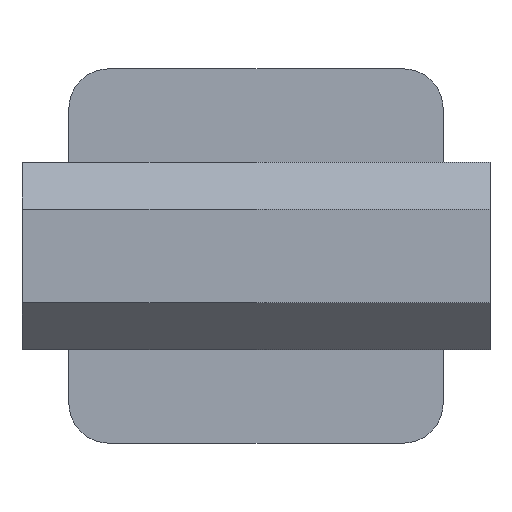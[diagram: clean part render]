
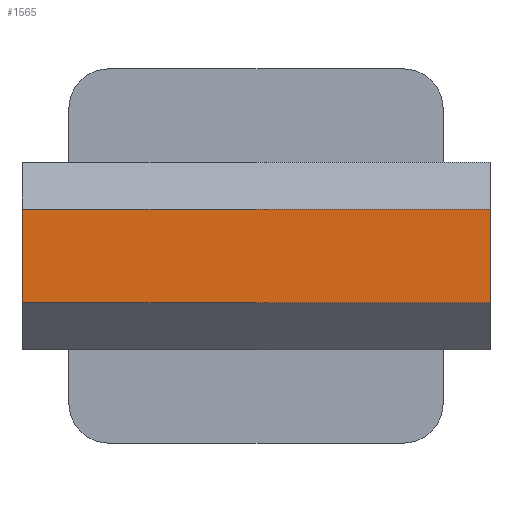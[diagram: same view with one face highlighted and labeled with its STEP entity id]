
A CAD part, front view. The second image highlights one B-rep face of the part: STEP entity #1565.
In plain terms, the highlighted planar face has unit normal (0, -1, 0).
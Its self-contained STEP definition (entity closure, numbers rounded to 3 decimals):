
#4 = DIRECTION ( 'NONE',  ( 0., 0., -1. ) ) ;
#145 = DIRECTION ( 'NONE',  ( 0., 1., 0. ) ) ;
#158 = EDGE_CURVE ( 'NONE', #1856, #1616, #1070, .T. ) ;
#313 = FACE_OUTER_BOUND ( 'NONE', #401, .T. ) ;
#331 = DIRECTION ( 'NONE',  ( 0., 0., -1. ) ) ;
#351 = CARTESIAN_POINT ( 'NONE',  ( 35., -44.1, 7. ) ) ;
#401 = EDGE_LOOP ( 'NONE', ( #791, #632, #1569, #1913 ) ) ;
#416 = VECTOR ( 'NONE', #331, 1000. ) ;
#481 = LINE ( 'NONE', #1166, #541 ) ;
#541 = VECTOR ( 'NONE', #4, 1000. ) ;
#632 = ORIENTED_EDGE ( 'NONE', *, *, #1067, .T. ) ;
#635 = EDGE_CURVE ( 'NONE', #646, #1447, #699, .T. ) ;
#646 = VERTEX_POINT ( 'NONE', #351 ) ;
#697 = CARTESIAN_POINT ( 'NONE',  ( -35., -44.1, -7. ) ) ;
#699 = LINE ( 'NONE', #1508, #975 ) ;
#791 = ORIENTED_EDGE ( 'NONE', *, *, #635, .T. ) ;
#975 = VECTOR ( 'NONE', #989, 1000. ) ;
#987 = PLANE ( 'NONE',  #1360 ) ;
#989 = DIRECTION ( 'NONE',  ( -1., 0., 0. ) ) ;
#1067 = EDGE_CURVE ( 'NONE', #1447, #1616, #481, .T. ) ;
#1070 = LINE ( 'NONE', #1945, #1756 ) ;
#1163 = LINE ( 'NONE', #1849, #416 ) ;
#1166 = CARTESIAN_POINT ( 'NONE',  ( -35., -44.1, -7. ) ) ;
#1270 = CARTESIAN_POINT ( 'NONE',  ( 35., -44.1, -7. ) ) ;
#1360 = AXIS2_PLACEMENT_3D ( 'NONE', #1663, #145, #1843 ) ;
#1416 = DIRECTION ( 'NONE',  ( -1., 0., 0. ) ) ;
#1434 = CARTESIAN_POINT ( 'NONE',  ( -35., -44.1, 7. ) ) ;
#1447 = VERTEX_POINT ( 'NONE', #1434 ) ;
#1508 = CARTESIAN_POINT ( 'NONE',  ( 35., -44.1, 7. ) ) ;
#1565 = ADVANCED_FACE ( 'NONE', ( #313 ), #987, .F. ) ;
#1569 = ORIENTED_EDGE ( 'NONE', *, *, #158, .F. ) ;
#1616 = VERTEX_POINT ( 'NONE', #697 ) ;
#1663 = CARTESIAN_POINT ( 'NONE',  ( 35., -44.1, -7. ) ) ;
#1756 = VECTOR ( 'NONE', #1416, 1000. ) ;
#1843 = DIRECTION ( 'NONE',  ( 0., 0., 1. ) ) ;
#1849 = CARTESIAN_POINT ( 'NONE',  ( 35., -44.1, -7. ) ) ;
#1856 = VERTEX_POINT ( 'NONE', #1270 ) ;
#1908 = EDGE_CURVE ( 'NONE', #646, #1856, #1163, .T. ) ;
#1913 = ORIENTED_EDGE ( 'NONE', *, *, #1908, .F. ) ;
#1945 = CARTESIAN_POINT ( 'NONE',  ( 35., -44.1, -7. ) ) ;
